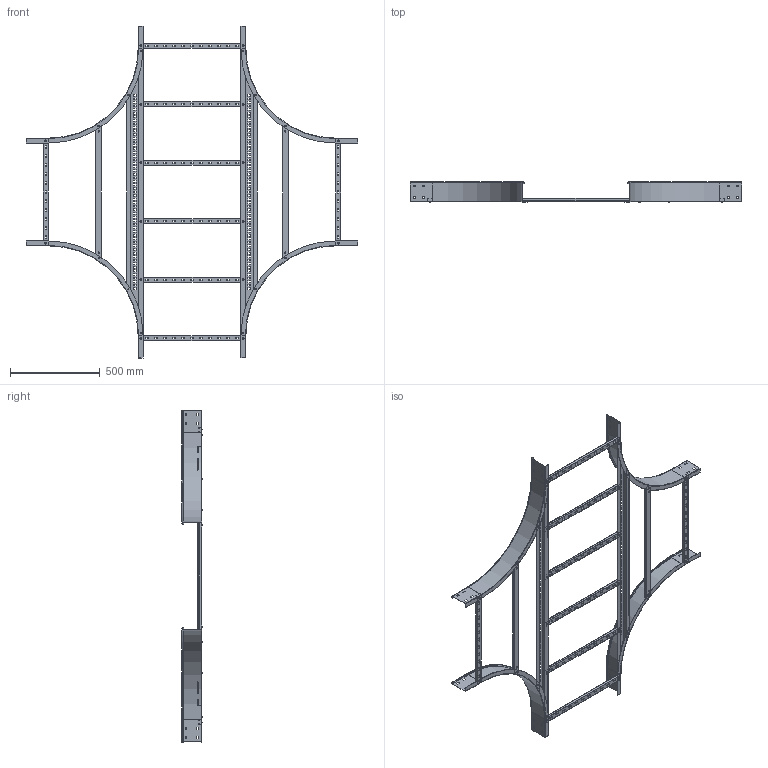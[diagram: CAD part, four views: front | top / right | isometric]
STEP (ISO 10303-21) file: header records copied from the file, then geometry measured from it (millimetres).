
FILE_DESCRIPTION (( 'STEP AP214' ), '1' );
FILE_NAME ('6219710.STEP', '2020-05-08T11:49:40', ( '' ), ( '' ), 'SwSTEP 2.0', 'SolidWorks 2018', '' );
FILE_SCHEMA (( 'AUTOMOTIVE_DESIGN' ));
Length unit declared in the file: millimetre
Products named in the file (10): 131591_110x27xR500; 6219710; KTS 14.041-005_3.5mm; 131595_NB0600; 131594_NB0600; KTS 14.041-005_3.00mm; 131571_L=595 (NB=600)
Assembly tree (42 placements, depth 2):
  6219710
    131591_110x27xR500
    131591_110x27xR500
    131591_110x27xR500
    131591_110x27xR500
    131594_NB0600  x2
    131571_L=595 (NB=600)  x8
    131595_NB0600  x2
    KTS 14.041-005_3.00mm  x14
    KTS 14.041-005_3.5mm  x12
Bounding box: 1850 x 111.6 x 1850 mm (x, y, z)
Volume: 2188255.9 mm3; surface area: 2770152 mm2
Topology: 42 solids, 42 shells, 2522 faces, 6932 edges, 4520 vertices
Faces by surface type: plane 1246, cylinder 1084, torus 120, cone 52, bspline 20
Entity records: 39240 total; most frequent: CARTESIAN_POINT 7295, DIRECTION 6328, ORIENTED_EDGE 6172, EDGE_CURVE 3086, AXIS2_PLACEMENT_3D 2161, VERTEX_POINT 2020, LINE 2006, VECTOR 2006
